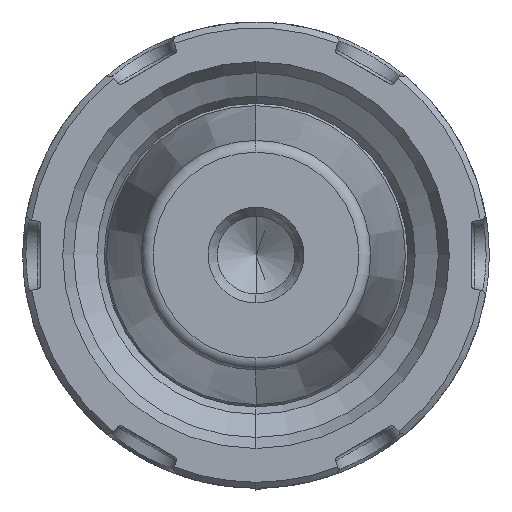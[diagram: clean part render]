
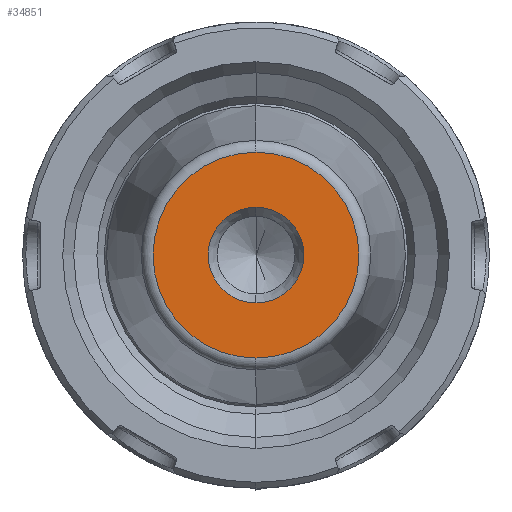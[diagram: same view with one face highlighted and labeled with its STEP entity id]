
A CAD part, left-side view. The second image highlights one B-rep face of the part: STEP entity #34851.
In plain terms, the highlighted planar face has unit normal (-1, 0, 0).
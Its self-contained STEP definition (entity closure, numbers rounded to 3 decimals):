
#284 = VERTEX_POINT ( 'NONE', #27111 ) ;
#975 = VERTEX_POINT ( 'NONE', #7955 ) ;
#2080 = CIRCLE ( 'NONE', #16537, 8.609 ) ;
#2161 = AXIS2_PLACEMENT_3D ( 'NONE', #9670, #33200, #13064 ) ;
#2428 = CARTESIAN_POINT ( 'NONE',  ( -21.5, 0., -4. ) ) ;
#2684 = ORIENTED_EDGE ( 'NONE', *, *, #15974, .T. ) ;
#3086 = DIRECTION ( 'NONE',  ( 0., 0., -1. ) ) ;
#4024 = FACE_BOUND ( 'NONE', #14869, .T. ) ;
#7393 = DIRECTION ( 'NONE',  ( 1., 0., 0. ) ) ;
#7955 = CARTESIAN_POINT ( 'NONE',  ( -21.5, 0., -8.609 ) ) ;
#9572 = AXIS2_PLACEMENT_3D ( 'NONE', #43383, #23267, #3086 ) ;
#9670 = CARTESIAN_POINT ( 'NONE',  ( -21.5, 0., 0. ) ) ;
#10026 = EDGE_CURVE ( 'NONE', #975, #284, #2080, .T. ) ;
#12949 = FACE_OUTER_BOUND ( 'NONE', #40905, .T. ) ;
#13064 = DIRECTION ( 'NONE',  ( 0., 0., -1. ) ) ;
#13542 = VERTEX_POINT ( 'NONE', #43337 ) ;
#14869 = EDGE_LOOP ( 'NONE', ( #28068, #2684 ) ) ;
#15093 = EDGE_CURVE ( 'NONE', #13542, #27872, #29248, .T. ) ;
#15235 = PLANE ( 'NONE',  #25451 ) ;
#15956 = ORIENTED_EDGE ( 'NONE', *, *, #31912, .F. ) ;
#15974 = EDGE_CURVE ( 'NONE', #27872, #13542, #33905, .T. ) ;
#16028 = CARTESIAN_POINT ( 'NONE',  ( -21.5, 0., 0. ) ) ;
#16537 = AXIS2_PLACEMENT_3D ( 'NONE', #27560, #7393, #30937 ) ;
#18508 = AXIS2_PLACEMENT_3D ( 'NONE', #16028, #39538, #19385 ) ;
#18610 = DIRECTION ( 'NONE',  ( -1., 0., 0. ) ) ;
#19385 = DIRECTION ( 'NONE',  ( 0., 0., -1. ) ) ;
#23267 = DIRECTION ( 'NONE',  ( 1., 0., 0. ) ) ;
#25451 = AXIS2_PLACEMENT_3D ( 'NONE', #41990, #18610, #42132 ) ;
#27111 = CARTESIAN_POINT ( 'NONE',  ( -21.5, 0., 8.609 ) ) ;
#27560 = CARTESIAN_POINT ( 'NONE',  ( -21.5, 0., 0. ) ) ;
#27872 = VERTEX_POINT ( 'NONE', #2428 ) ;
#27949 = ORIENTED_EDGE ( 'NONE', *, *, #10026, .F. ) ;
#28068 = ORIENTED_EDGE ( 'NONE', *, *, #15093, .T. ) ;
#29248 = CIRCLE ( 'NONE', #2161, 4. ) ;
#30937 = DIRECTION ( 'NONE',  ( 0., 0., -1. ) ) ;
#31912 = EDGE_CURVE ( 'NONE', #284, #975, #37304, .T. ) ;
#33200 = DIRECTION ( 'NONE',  ( 1., 0., 0. ) ) ;
#33905 = CIRCLE ( 'NONE', #18508, 4. ) ;
#34851 = ADVANCED_FACE ( 'NONE', ( #4024, #12949 ), #15235, .T. ) ;
#37304 = CIRCLE ( 'NONE', #9572, 8.609 ) ;
#39538 = DIRECTION ( 'NONE',  ( 1., 0., 0. ) ) ;
#40905 = EDGE_LOOP ( 'NONE', ( #27949, #15956 ) ) ;
#41990 = CARTESIAN_POINT ( 'NONE',  ( -21.5, 8.609, 0. ) ) ;
#42132 = DIRECTION ( 'NONE',  ( 0., 0., 1. ) ) ;
#43337 = CARTESIAN_POINT ( 'NONE',  ( -21.5, 0., 4. ) ) ;
#43383 = CARTESIAN_POINT ( 'NONE',  ( -21.5, 0., 0. ) ) ;
